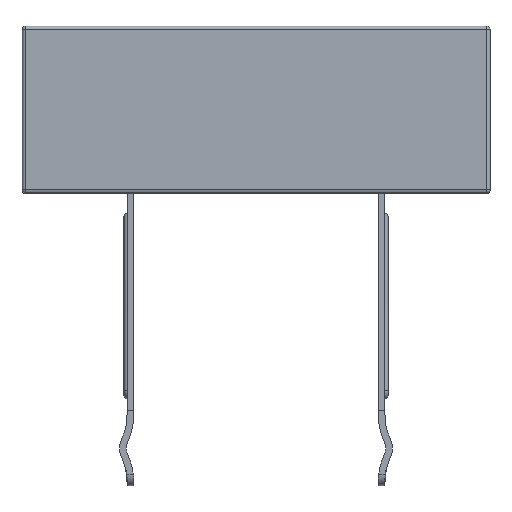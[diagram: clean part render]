
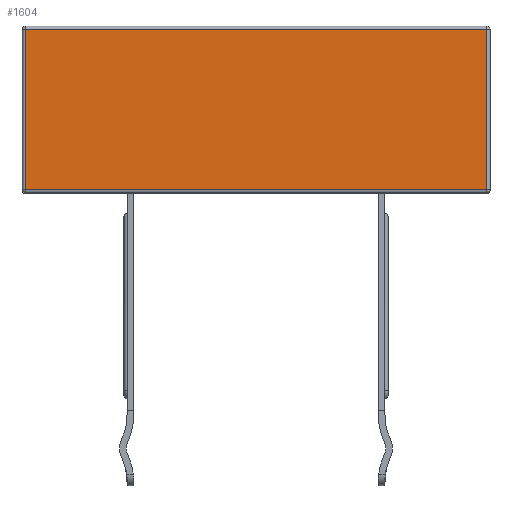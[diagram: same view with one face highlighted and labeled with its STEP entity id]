
A CAD part, top view. The second image highlights one B-rep face of the part: STEP entity #1604.
In plain terms, the highlighted planar face has unit normal (0, 0, 1).
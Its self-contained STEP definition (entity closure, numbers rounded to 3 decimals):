
#503 = VECTOR ( 'NONE', #3172, 1000. ) ;
#823 = VERTEX_POINT ( 'NONE', #4066 ) ;
#1211 = LINE ( 'NONE', #17040, #5811 ) ;
#1307 = VECTOR ( 'NONE', #16855, 1000. ) ;
#1604 = ADVANCED_FACE ( 'NONE', ( #17211 ), #15477, .F. ) ;
#1825 = EDGE_LOOP ( 'NONE', ( #21311, #8865, #10816, #14586 ) ) ;
#2345 = CARTESIAN_POINT ( 'NONE',  ( -13.8, 9.8, 5. ) ) ;
#3172 = DIRECTION ( 'NONE',  ( 0., -1., 0. ) ) ;
#3937 = AXIS2_PLACEMENT_3D ( 'NONE', #22547, #6815, #20800 ) ;
#4024 = VERTEX_POINT ( 'NONE', #2345 ) ;
#4066 = CARTESIAN_POINT ( 'NONE',  ( 13.8, 9.8, 5. ) ) ;
#4920 = CARTESIAN_POINT ( 'NONE',  ( -13.8, 0.2, 5. ) ) ;
#5150 = LINE ( 'NONE', #17902, #503 ) ;
#5811 = VECTOR ( 'NONE', #20391, 1000. ) ;
#6679 = EDGE_CURVE ( 'NONE', #19862, #823, #13767, .T. ) ;
#6815 = DIRECTION ( 'NONE',  ( 0., 0., -1. ) ) ;
#6909 = CARTESIAN_POINT ( 'NONE',  ( 13.8, 0.2, 5. ) ) ;
#8865 = ORIENTED_EDGE ( 'NONE', *, *, #16288, .T. ) ;
#10476 = VECTOR ( 'NONE', #18292, 1000. ) ;
#10816 = ORIENTED_EDGE ( 'NONE', *, *, #6679, .T. ) ;
#12202 = VERTEX_POINT ( 'NONE', #4920 ) ;
#13767 = LINE ( 'NONE', #18821, #1307 ) ;
#14586 = ORIENTED_EDGE ( 'NONE', *, *, #18096, .T. ) ;
#15477 = PLANE ( 'NONE',  #3937 ) ;
#16288 = EDGE_CURVE ( 'NONE', #12202, #19862, #16341, .T. ) ;
#16341 = LINE ( 'NONE', #21887, #10476 ) ;
#16855 = DIRECTION ( 'NONE',  ( 0., 1., 0. ) ) ;
#17040 = CARTESIAN_POINT ( 'NONE',  ( -14., 9.8, 5. ) ) ;
#17211 = FACE_OUTER_BOUND ( 'NONE', #1825, .T. ) ;
#17902 = CARTESIAN_POINT ( 'NONE',  ( -13.8, 10., 5. ) ) ;
#18096 = EDGE_CURVE ( 'NONE', #823, #4024, #1211, .T. ) ;
#18292 = DIRECTION ( 'NONE',  ( 1., 0., 0. ) ) ;
#18388 = EDGE_CURVE ( 'NONE', #4024, #12202, #5150, .T. ) ;
#18821 = CARTESIAN_POINT ( 'NONE',  ( 13.8, 10., 5. ) ) ;
#19862 = VERTEX_POINT ( 'NONE', #6909 ) ;
#20391 = DIRECTION ( 'NONE',  ( -1., 0., 0. ) ) ;
#20800 = DIRECTION ( 'NONE',  ( -1., 0., 0. ) ) ;
#21311 = ORIENTED_EDGE ( 'NONE', *, *, #18388, .T. ) ;
#21887 = CARTESIAN_POINT ( 'NONE',  ( -14., 0.2, 5. ) ) ;
#22547 = CARTESIAN_POINT ( 'NONE',  ( -14., 10., 5. ) ) ;
